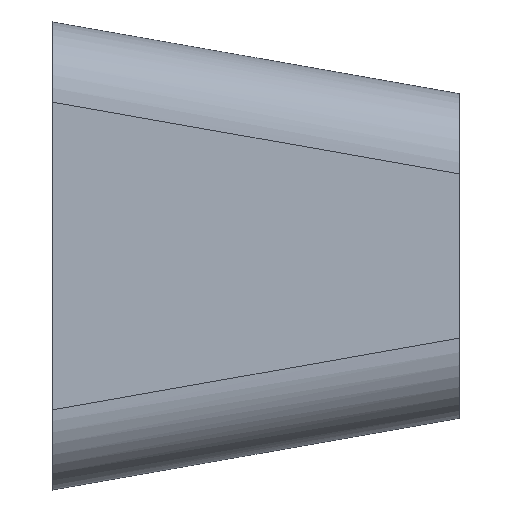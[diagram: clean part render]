
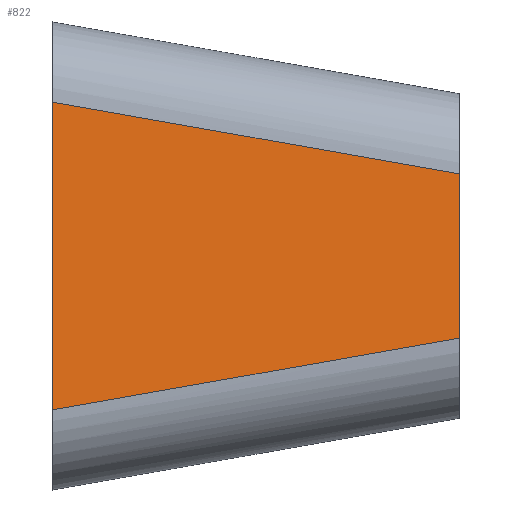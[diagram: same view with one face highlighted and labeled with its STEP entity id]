
A CAD part, left-side view. The second image highlights one B-rep face of the part: STEP entity #822.
In plain terms, the highlighted planar face has unit normal (-0.985, -0.174, 0).
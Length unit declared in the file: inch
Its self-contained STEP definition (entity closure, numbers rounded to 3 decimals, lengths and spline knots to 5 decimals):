
#6 = EDGE_CURVE ( 'NONE', #207, #1113, #356, .T. ) ;
#23 = CARTESIAN_POINT ( 'NONE',  ( -0.75, 1., -0.575 ) ) ;
#59 = DIRECTION ( 'NONE',  ( 0., 0., 1. ) ) ;
#64 = CARTESIAN_POINT ( 'NONE',  ( -0.57367, 0., 0.20171 ) ) ;
#125 = CARTESIAN_POINT ( 'NONE',  ( -0.75, 1., 0.37804 ) ) ;
#129 = CARTESIAN_POINT ( 'NONE',  ( -0.7221, 0.84179, 0.35014 ) ) ;
#164 = VECTOR ( 'NONE', #233, 39.37008 ) ;
#191 = VERTEX_POINT ( 'NONE', #125 ) ;
#197 = EDGE_LOOP ( 'NONE', ( #892, #881, #861, #358 ) ) ;
#207 = VERTEX_POINT ( 'NONE', #401 ) ;
#227 = DIRECTION ( 'NONE',  ( -0.171, 0.97, 0.171 ) ) ;
#233 = DIRECTION ( 'NONE',  ( 0., 0., 1. ) ) ;
#281 = VERTEX_POINT ( 'NONE', #457 ) ;
#356 = LINE ( 'NONE', #961, #1047 ) ;
#358 = ORIENTED_EDGE ( 'NONE', *, *, #677, .T. ) ;
#393 = LINE ( 'NONE', #399, #1264 ) ;
#399 = CARTESIAN_POINT ( 'NONE',  ( -0.75577, 1.0327, -0.3838 ) ) ;
#401 = CARTESIAN_POINT ( 'NONE',  ( -0.57367, 0., -0.20171 ) ) ;
#457 = CARTESIAN_POINT ( 'NONE',  ( -0.75, 1., -0.37804 ) ) ;
#607 = DIRECTION ( 'NONE',  ( 0.171, -0.97, 0.171 ) ) ;
#653 = FACE_OUTER_BOUND ( 'NONE', #197, .T. ) ;
#677 = EDGE_CURVE ( 'NONE', #281, #207, #393, .T. ) ;
#724 = EDGE_CURVE ( 'NONE', #281, #191, #936, .T. ) ;
#725 = VECTOR ( 'NONE', #227, 39.37008 ) ;
#794 = EDGE_CURVE ( 'NONE', #1113, #191, #848, .T. ) ;
#822 = ADVANCED_FACE ( 'NONE', ( #653 ), #1064, .T. ) ;
#848 = LINE ( 'NONE', #129, #725 ) ;
#861 = ORIENTED_EDGE ( 'NONE', *, *, #724, .F. ) ;
#881 = ORIENTED_EDGE ( 'NONE', *, *, #794, .T. ) ;
#892 = ORIENTED_EDGE ( 'NONE', *, *, #6, .T. ) ;
#936 = LINE ( 'NONE', #1041, #164 ) ;
#953 = DIRECTION ( 'NONE',  ( -0.985, -0.174, 0. ) ) ;
#961 = CARTESIAN_POINT ( 'NONE',  ( -0.57367, 0., -0.575 ) ) ;
#1041 = CARTESIAN_POINT ( 'NONE',  ( -0.75, 1., -0.575 ) ) ;
#1047 = VECTOR ( 'NONE', #59, 39.37008 ) ;
#1064 = PLANE ( 'NONE',  #1293 ) ;
#1113 = VERTEX_POINT ( 'NONE', #64 ) ;
#1177 = DIRECTION ( 'NONE',  ( 0.174, -0.985, 0. ) ) ;
#1264 = VECTOR ( 'NONE', #607, 39.37008 ) ;
#1293 = AXIS2_PLACEMENT_3D ( 'NONE', #23, #953, #1177 ) ;
